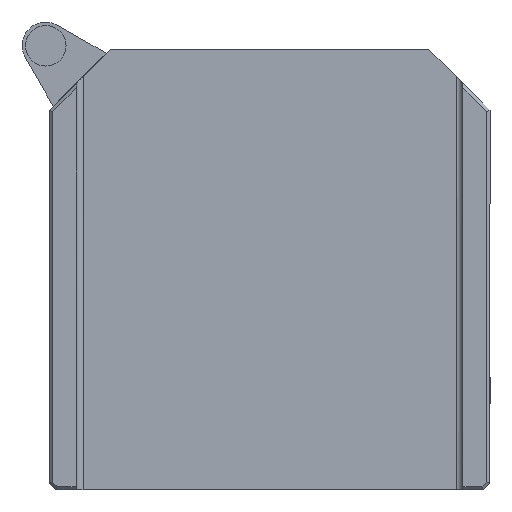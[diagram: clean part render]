
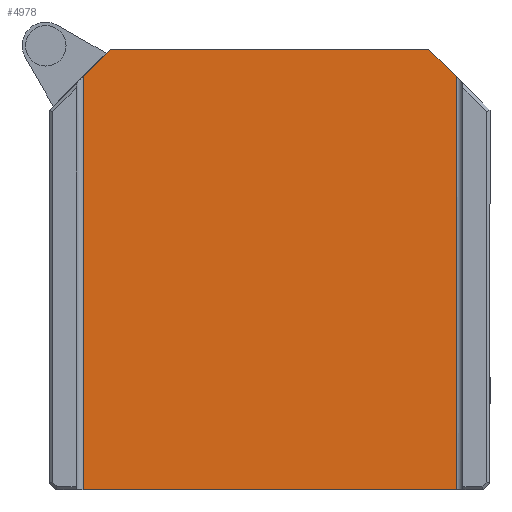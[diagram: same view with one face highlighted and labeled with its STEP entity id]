
A CAD part, front view. The second image highlights one B-rep face of the part: STEP entity #4978.
In plain terms, the highlighted planar face has unit normal (0, -1, 0).
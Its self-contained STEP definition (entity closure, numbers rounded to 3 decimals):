
#13 = VERTEX_POINT ( 'NONE', #5935 ) ;
#186 = DIRECTION ( 'NONE',  ( -0.707, 0., -0.707 ) ) ;
#335 = ORIENTED_EDGE ( 'NONE', *, *, #3697, .T. ) ;
#375 = CARTESIAN_POINT ( 'NONE',  ( -27.5, -9., -32.5 ) ) ;
#400 = EDGE_LOOP ( 'NONE', ( #5201, #4877, #335, #1224, #4329, #1422 ) ) ;
#417 = DIRECTION ( 'NONE',  ( 1., 0., 0. ) ) ;
#634 = VECTOR ( 'NONE', #5673, 1000. ) ;
#663 = VECTOR ( 'NONE', #417, 1000. ) ;
#696 = EDGE_CURVE ( 'NONE', #13, #4668, #2986, .T. ) ;
#740 = VECTOR ( 'NONE', #186, 1000. ) ;
#769 = AXIS2_PLACEMENT_3D ( 'NONE', #6002, #5030, #3938 ) ;
#869 = EDGE_CURVE ( 'NONE', #5222, #6070, #2899, .T. ) ;
#1056 = DIRECTION ( 'NONE',  ( -0.707, 0., 0.707 ) ) ;
#1224 = ORIENTED_EDGE ( 'NONE', *, *, #1586, .T. ) ;
#1422 = ORIENTED_EDGE ( 'NONE', *, *, #5839, .T. ) ;
#1439 = CARTESIAN_POINT ( 'NONE',  ( 28.5, -9., -32.5 ) ) ;
#1454 = CARTESIAN_POINT ( 'NONE',  ( 27.5, -9., 28.5 ) ) ;
#1586 = EDGE_CURVE ( 'NONE', #4155, #5222, #2619, .T. ) ;
#2619 = LINE ( 'NONE', #3732, #6539 ) ;
#2638 = VECTOR ( 'NONE', #1056, 1000. ) ;
#2786 = DIRECTION ( 'NONE',  ( 0., 0., 1. ) ) ;
#2899 = LINE ( 'NONE', #4279, #2638 ) ;
#2986 = LINE ( 'NONE', #2996, #634 ) ;
#2996 = CARTESIAN_POINT ( 'NONE',  ( -27.5, -9., -32.5 ) ) ;
#3065 = FACE_OUTER_BOUND ( 'NONE', #400, .T. ) ;
#3185 = CARTESIAN_POINT ( 'NONE',  ( -23.5, -9., 32.5 ) ) ;
#3510 = LINE ( 'NONE', #1439, #663 ) ;
#3697 = EDGE_CURVE ( 'NONE', #4668, #4155, #3510, .T. ) ;
#3732 = CARTESIAN_POINT ( 'NONE',  ( 27.5, -9., 27.5 ) ) ;
#3871 = PLANE ( 'NONE',  #769 ) ;
#3938 = DIRECTION ( 'NONE',  ( 0., 0., 1. ) ) ;
#4055 = DIRECTION ( 'NONE',  ( -1., 0., 0. ) ) ;
#4149 = EDGE_CURVE ( 'NONE', #4751, #13, #5745, .T. ) ;
#4155 = VERTEX_POINT ( 'NONE', #5466 ) ;
#4279 = CARTESIAN_POINT ( 'NONE',  ( 32.5, -9., 23.5 ) ) ;
#4329 = ORIENTED_EDGE ( 'NONE', *, *, #869, .T. ) ;
#4668 = VERTEX_POINT ( 'NONE', #375 ) ;
#4702 = VECTOR ( 'NONE', #4055, 1000. ) ;
#4751 = VERTEX_POINT ( 'NONE', #3185 ) ;
#4877 = ORIENTED_EDGE ( 'NONE', *, *, #696, .T. ) ;
#4978 = ADVANCED_FACE ( 'NONE', ( #3065 ), #3871, .F. ) ;
#5030 = DIRECTION ( 'NONE',  ( 0., 1., 0. ) ) ;
#5096 = CARTESIAN_POINT ( 'NONE',  ( 28.5, -9., 32.5 ) ) ;
#5201 = ORIENTED_EDGE ( 'NONE', *, *, #4149, .T. ) ;
#5222 = VERTEX_POINT ( 'NONE', #1454 ) ;
#5337 = CARTESIAN_POINT ( 'NONE',  ( 23.5, -9., 32.5 ) ) ;
#5466 = CARTESIAN_POINT ( 'NONE',  ( 27.5, -9., -32.5 ) ) ;
#5673 = DIRECTION ( 'NONE',  ( 0., 0., -1. ) ) ;
#5745 = LINE ( 'NONE', #6525, #740 ) ;
#5839 = EDGE_CURVE ( 'NONE', #6070, #4751, #6626, .T. ) ;
#5935 = CARTESIAN_POINT ( 'NONE',  ( -27.5, -9., 28.5 ) ) ;
#6002 = CARTESIAN_POINT ( 'NONE',  ( 0., -9., 0. ) ) ;
#6070 = VERTEX_POINT ( 'NONE', #5337 ) ;
#6525 = CARTESIAN_POINT ( 'NONE',  ( -23.5, -9., 32.5 ) ) ;
#6539 = VECTOR ( 'NONE', #2786, 1000. ) ;
#6626 = LINE ( 'NONE', #5096, #4702 ) ;
